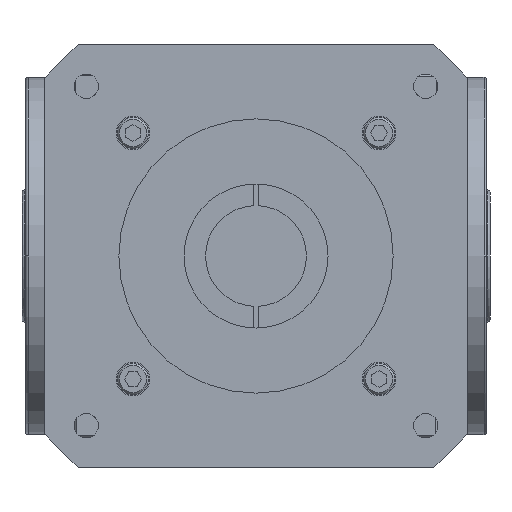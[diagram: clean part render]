
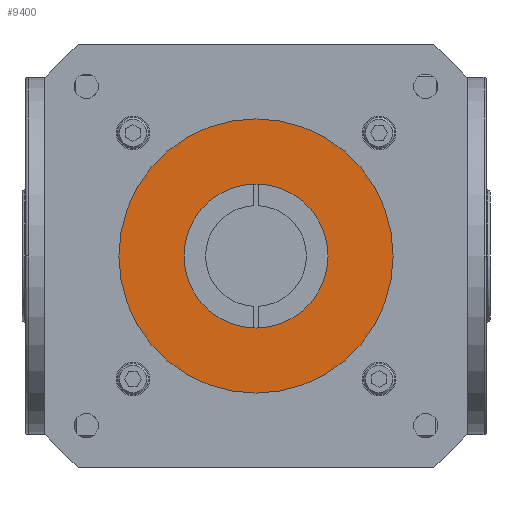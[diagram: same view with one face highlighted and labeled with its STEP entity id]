
A CAD part, front view. The second image highlights one B-rep face of the part: STEP entity #9400.
In plain terms, the highlighted planar face has unit normal (0, -1, 0).
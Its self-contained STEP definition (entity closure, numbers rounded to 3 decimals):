
#295 = DIRECTION ( 'NONE',  ( 1., 0., 0. ) ) ;
#545 = VERTEX_POINT ( 'NONE', #19944 ) ;
#567 = VERTEX_POINT ( 'NONE', #19978 ) ;
#1113 = VERTEX_POINT ( 'NONE', #3139 ) ;
#1868 = EDGE_LOOP ( 'NONE', ( #14461, #24315 ) ) ;
#1981 = EDGE_CURVE ( 'NONE', #27014, #545, #15043, .T. ) ;
#2214 = EDGE_CURVE ( 'NONE', #1113, #567, #24346, .T. ) ;
#2547 = EDGE_CURVE ( 'NONE', #567, #1113, #17114, .T. ) ;
#2557 = EDGE_CURVE ( 'NONE', #545, #27014, #6212, .T. ) ;
#2695 = EDGE_LOOP ( 'NONE', ( #8613, #26593 ) ) ;
#3139 = CARTESIAN_POINT ( 'NONE',  ( 57.15, -65., 0. ) ) ;
#4750 = PLANE ( 'NONE',  #7209 ) ;
#6212 = CIRCLE ( 'NONE', #27160, 30. ) ;
#7209 = AXIS2_PLACEMENT_3D ( 'NONE', #26154, #13518, #295 ) ;
#8613 = ORIENTED_EDGE ( 'NONE', *, *, #2557, .T. ) ;
#9400 = ADVANCED_FACE ( 'NONE', ( #15811, #10074 ), #4750, .F. ) ;
#10074 = FACE_BOUND ( 'NONE', #2695, .T. ) ;
#11233 = AXIS2_PLACEMENT_3D ( 'NONE', #15793, #15824, #15829 ) ;
#13518 = DIRECTION ( 'NONE',  ( 0., 1., 0. ) ) ;
#14461 = ORIENTED_EDGE ( 'NONE', *, *, #2214, .F. ) ;
#15043 = CIRCLE ( 'NONE', #11233, 30. ) ;
#15793 = CARTESIAN_POINT ( 'NONE',  ( 0., -65., 0. ) ) ;
#15811 = FACE_OUTER_BOUND ( 'NONE', #1868, .T. ) ;
#15824 = DIRECTION ( 'NONE',  ( 0., 1., 0. ) ) ;
#15829 = DIRECTION ( 'NONE',  ( 1., 0., 0. ) ) ;
#16491 = AXIS2_PLACEMENT_3D ( 'NONE', #16950, #16954, #16984 ) ;
#16950 = CARTESIAN_POINT ( 'NONE',  ( 0., -65., 0. ) ) ;
#16954 = DIRECTION ( 'NONE',  ( 0., 1., 0. ) ) ;
#16984 = DIRECTION ( 'NONE',  ( 1., 0., 0. ) ) ;
#17114 = CIRCLE ( 'NONE', #25818, 57.15 ) ;
#19944 = CARTESIAN_POINT ( 'NONE',  ( 30., -65., 0. ) ) ;
#19978 = CARTESIAN_POINT ( 'NONE',  ( -57.15, -65., 0. ) ) ;
#20934 = CARTESIAN_POINT ( 'NONE',  ( 0., -65., 0. ) ) ;
#20969 = DIRECTION ( 'NONE',  ( 0., 1., 0. ) ) ;
#20974 = DIRECTION ( 'NONE',  ( 1., 0., 0. ) ) ;
#21156 = CARTESIAN_POINT ( 'NONE',  ( 0., -65., 0. ) ) ;
#21194 = DIRECTION ( 'NONE',  ( 0., 1., 0. ) ) ;
#21215 = DIRECTION ( 'NONE',  ( 1., 0., 0. ) ) ;
#24315 = ORIENTED_EDGE ( 'NONE', *, *, #2547, .F. ) ;
#24346 = CIRCLE ( 'NONE', #16491, 57.15 ) ;
#25818 = AXIS2_PLACEMENT_3D ( 'NONE', #20934, #20969, #20974 ) ;
#26154 = CARTESIAN_POINT ( 'NONE',  ( 0., -65., -57.15 ) ) ;
#26593 = ORIENTED_EDGE ( 'NONE', *, *, #1981, .T. ) ;
#26992 = CARTESIAN_POINT ( 'NONE',  ( -30., -65., 0. ) ) ;
#27014 = VERTEX_POINT ( 'NONE', #26992 ) ;
#27160 = AXIS2_PLACEMENT_3D ( 'NONE', #21156, #21194, #21215 ) ;
